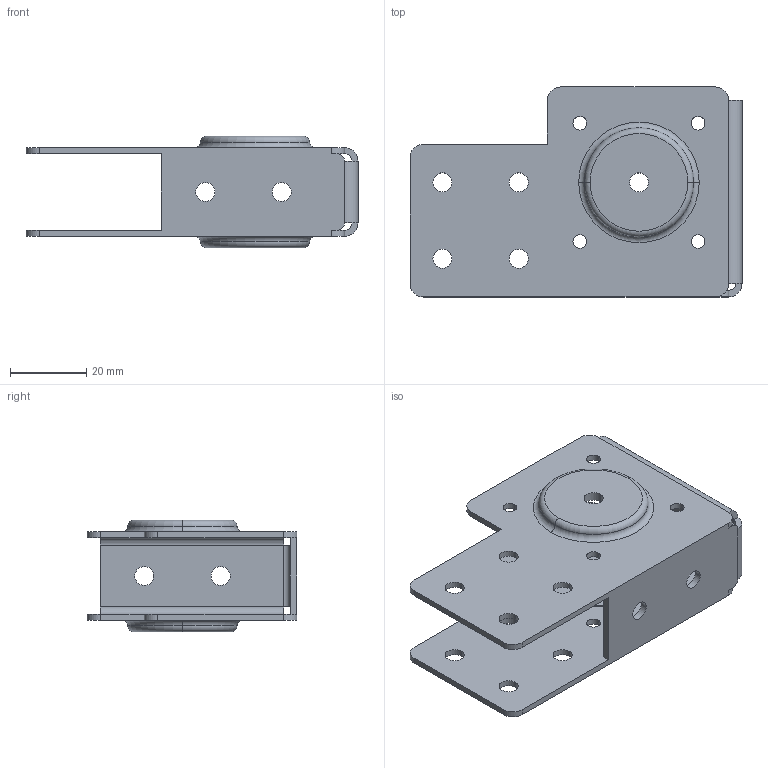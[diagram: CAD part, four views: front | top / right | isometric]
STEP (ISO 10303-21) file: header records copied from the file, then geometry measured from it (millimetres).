
FILE_DESCRIPTION (( 'STEP AP214' ), '1' );
FILE_NAME ('V-Slot Actuator End Mount no Bolts.step', '2015-01-21T14:40:26', ( 'Mark' ), ( '' ), 'SwSTEP 2.0', 'SolidWorks 2013', '' );
FILE_SCHEMA (( 'AUTOMOTIVE_DESIGN' ));
Length unit declared in the file: millimetre
Products named in the file (1): V-Slot Actuator End Mount no Bolts
Bounding box: 87 x 55 x 29.2 mm (x, y, z)
Volume: 17425.4 mm3; surface area: 21572.3 mm2
Topology: 1 solids, 1 shells, 108 faces, 288 edges, 182 vertices
Faces by surface type: cylinder 62, plane 30, torus 16
Entity records: 3548 total; most frequent: DIRECTION 672, CARTESIAN_POINT 579, ORIENTED_EDGE 576, EDGE_CURVE 288, AXIS2_PLACEMENT_3D 275, VERTEX_POINT 182, CIRCLE 166, EDGE_LOOP 156
